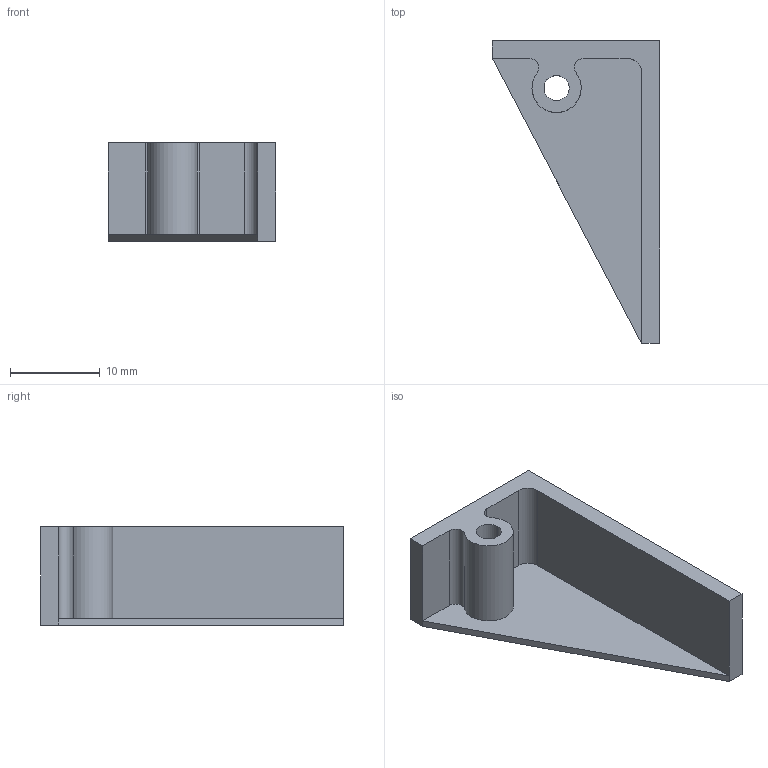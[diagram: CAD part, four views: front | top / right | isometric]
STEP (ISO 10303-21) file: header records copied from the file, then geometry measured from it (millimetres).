
FILE_DESCRIPTION((''),'2;1');
FILE_NAME('1X_SUPP','2020-08-06T19:12:23',('barto'),(''),'CREO PARAMETRIC BY PTC INC, 2019010','CREO PARAMETRIC BY PTC INC, 2019010','');
FILE_SCHEMA(('CONFIG_CONTROL_DESIGN','SHAPE_APPEARANCE_LAYERS_GROUPS'));
Length unit declared in the file: millimetre
Products named in the file (1): 1X_SUPP
Bounding box: 18.66 x 33.78 x 11 mm (x, y, z)
Volume: 1525.6 mm3; surface area: 2063.2 mm2
Topology: 1 solids, 1 shells, 17 faces, 43 edges, 28 vertices
Faces by surface type: plane 11, cylinder 6
Entity records: 706 total; most frequent: DIRECTION 89, CARTESIAN_POINT 88, ORIENTED_EDGE 86, PRESENTATION_STYLE_ASSIGNMENT 44, STYLED_ITEM 44, CURVE_STYLE 43, EDGE_CURVE 43, VECTOR 31
